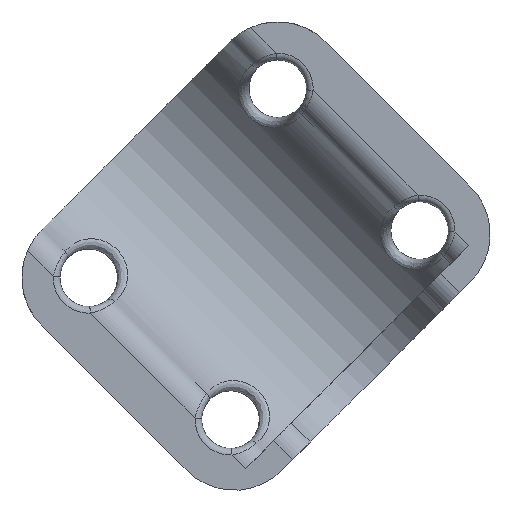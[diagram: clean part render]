
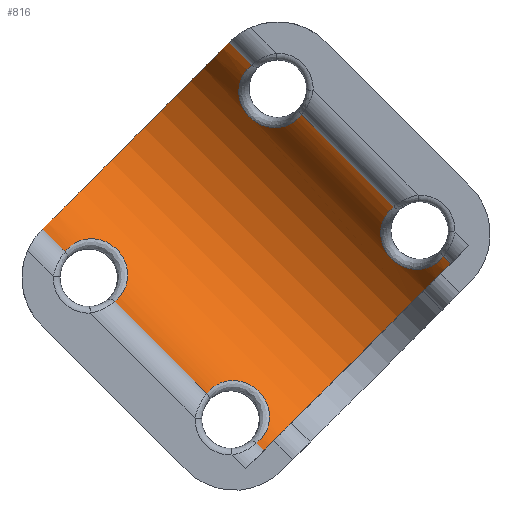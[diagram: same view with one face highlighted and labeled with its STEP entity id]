
A CAD part, front view. The second image highlights one B-rep face of the part: STEP entity #816.
In plain terms, the highlighted cylindrical face has radius 10.3 mm (diameter 20.6 mm), a partial arc.
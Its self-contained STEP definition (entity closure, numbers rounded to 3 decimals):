
#42=B_SPLINE_CURVE_WITH_KNOTS('',3,(#1571,#1572,#1573,#1574,#1575,#1576,
#1577,#1578,#1579,#1580,#1581,#1582),.UNSPECIFIED.,.F.,.F.,(4,1,1,1,1,1,
1,1,1,4),(-1.412,-1.21,-1.008,-0.807,
-0.706,-0.605,-0.504,-0.403,
-0.202,0.),.UNSPECIFIED.);
#46=B_SPLINE_CURVE_WITH_KNOTS('',3,(#1798,#1799,#1800,#1801,#1802,#1803,
#1804,#1805,#1806,#1807,#1808,#1809,#1810,#1811),.UNSPECIFIED.,.F.,.F.,
(4,1,1,1,1,1,1,1,1,1,1,4),(-1.412,-1.21,-1.008,
-0.908,-0.807,-0.706,-0.605,
-0.555,-0.504,-0.403,-0.202,
0.),.UNSPECIFIED.);
#47=B_SPLINE_CURVE_WITH_KNOTS('',3,(#1820,#1821,#1822,#1823,#1824,#1825,
#1826,#1827,#1828,#1829,#1830,#1831,#1832,#1833,#1834),.UNSPECIFIED.,.F.,
 .F.,(4,1,1,1,1,1,1,1,1,1,1,1,4),(-1.412,-1.21,-1.008,
-0.908,-0.857,-0.832,-0.807,
-0.706,-0.605,-0.504,-0.403,
-0.202,0.),.UNSPECIFIED.);
#48=B_SPLINE_CURVE_WITH_KNOTS('',3,(#1838,#1839,#1840,#1841,#1842,#1843,
#1844,#1845,#1846,#1847,#1848,#1849,#1850,#1851),.UNSPECIFIED.,.F.,.F.,
(4,1,1,1,1,1,1,1,1,1,1,4),(-1.412,-1.21,-1.008,
-0.908,-0.807,-0.706,-0.605,
-0.555,-0.504,-0.403,-0.202,
0.),.UNSPECIFIED.);
#100=FACE_OUTER_BOUND('',#150,.T.);
#150=EDGE_LOOP('',(#673,#674,#675,#676,#677,#678,#679,#680,#681,#682,#683,
#684));
#197=LINE('',#1627,#235);
#198=LINE('',#1814,#236);
#199=LINE('',#1818,#237);
#200=LINE('',#1836,#238);
#201=LINE('',#1852,#239);
#202=LINE('',#1853,#240);
#235=VECTOR('',#1105,10.);
#236=VECTOR('',#1118,10.);
#237=VECTOR('',#1121,10.);
#238=VECTOR('',#1122,10.);
#239=VECTOR('',#1123,10.);
#240=VECTOR('',#1124,10.);
#252=CIRCLE('',#859,10.3);
#298=CIRCLE('',#922,10.3);
#316=VERTEX_POINT('',#1198);
#317=VERTEX_POINT('',#1200);
#377=VERTEX_POINT('',#1477);
#378=VERTEX_POINT('',#1569);
#379=VERTEX_POINT('',#1620);
#380=VERTEX_POINT('',#1659);
#381=VERTEX_POINT('',#1813);
#382=VERTEX_POINT('',#1815);
#383=VERTEX_POINT('',#1817);
#384=VERTEX_POINT('',#1819);
#385=VERTEX_POINT('',#1835);
#386=VERTEX_POINT('',#1837);
#398=EDGE_CURVE('',#316,#317,#252,.T.);
#477=EDGE_CURVE('',#378,#377,#42,.T.);
#480=EDGE_CURVE('',#379,#378,#197,.T.);
#486=EDGE_CURVE('',#380,#379,#46,.T.);
#487=EDGE_CURVE('',#381,#380,#198,.T.);
#488=EDGE_CURVE('',#382,#381,#298,.T.);
#489=EDGE_CURVE('',#383,#382,#199,.T.);
#490=EDGE_CURVE('',#384,#383,#47,.T.);
#491=EDGE_CURVE('',#385,#384,#200,.T.);
#492=EDGE_CURVE('',#386,#385,#48,.T.);
#493=EDGE_CURVE('',#317,#386,#201,.T.);
#494=EDGE_CURVE('',#377,#316,#202,.T.);
#673=ORIENTED_EDGE('',*,*,#477,.F.);
#674=ORIENTED_EDGE('',*,*,#480,.F.);
#675=ORIENTED_EDGE('',*,*,#486,.F.);
#676=ORIENTED_EDGE('',*,*,#487,.F.);
#677=ORIENTED_EDGE('',*,*,#488,.F.);
#678=ORIENTED_EDGE('',*,*,#489,.F.);
#679=ORIENTED_EDGE('',*,*,#490,.F.);
#680=ORIENTED_EDGE('',*,*,#491,.F.);
#681=ORIENTED_EDGE('',*,*,#492,.F.);
#682=ORIENTED_EDGE('',*,*,#493,.F.);
#683=ORIENTED_EDGE('',*,*,#398,.F.);
#684=ORIENTED_EDGE('',*,*,#494,.F.);
#781=CYLINDRICAL_SURFACE('',#921,10.3);
#816=ADVANCED_FACE('',(#100),#781,.F.);
#859=AXIS2_PLACEMENT_3D('',#1201,#969,#970);
#921=AXIS2_PLACEMENT_3D('',#1812,#1116,#1117);
#922=AXIS2_PLACEMENT_3D('',#1816,#1119,#1120);
#969=DIRECTION('center_axis',(-0.707,0.,
0.707));
#970=DIRECTION('ref_axis',(-0.707,0.,-0.707));
#1105=DIRECTION('',(0.707,0.,-0.707));
#1116=DIRECTION('center_axis',(-0.707,0.,
0.707));
#1117=DIRECTION('ref_axis',(-0.707,0.,-0.707));
#1118=DIRECTION('',(0.707,0.,-0.707));
#1119=DIRECTION('center_axis',(0.707,0.,-0.707));
#1120=DIRECTION('ref_axis',(-0.707,0.,-0.707));
#1121=DIRECTION('',(-0.707,0.,0.707));
#1122=DIRECTION('',(-0.707,0.,0.707));
#1123=DIRECTION('',(-0.707,0.,0.707));
#1124=DIRECTION('',(0.707,0.,-0.707));
#1198=CARTESIAN_POINT('',(-64.063,149.931,54.271));
#1200=CARTESIAN_POINT('',(-78.027,149.931,40.307));
#1201=CARTESIAN_POINT('Origin',(-71.045,147.,47.289));
#1477=CARTESIAN_POINT('',(-64.61,149.931,54.819));
#1569=CARTESIAN_POINT('',(-68.324,149.931,58.533));
#1571=CARTESIAN_POINT('Ctrl Pts',(-68.324,149.931,58.533));
#1572=CARTESIAN_POINT('Ctrl Pts',(-68.471,150.545,58.422));
#1573=CARTESIAN_POINT('Ctrl Pts',(-68.827,151.742,58.097));
#1574=CARTESIAN_POINT('Ctrl Pts',(-69.341,153.362,57.146));
#1575=CARTESIAN_POINT('Ctrl Pts',(-69.306,154.368,55.752));
#1576=CARTESIAN_POINT('Ctrl Pts',(-68.536,154.605,54.604));
#1577=CARTESIAN_POINT('Ctrl Pts',(-67.689,154.429,54.033));
#1578=CARTESIAN_POINT('Ctrl Pts',(-66.821,153.963,53.819));
#1579=CARTESIAN_POINT('Ctrl Pts',(-65.842,153.092,53.889));
#1580=CARTESIAN_POINT('Ctrl Pts',(-65.038,151.739,54.314));
#1581=CARTESIAN_POINT('Ctrl Pts',(-64.72,150.545,54.671));
#1582=CARTESIAN_POINT('Ctrl Pts',(-64.61,149.931,54.819));
#1620=CARTESIAN_POINT('',(-75.216,149.931,65.425));
#1627=CARTESIAN_POINT('',(-64.063,149.931,54.271));
#1659=CARTESIAN_POINT('',(-78.93,149.931,69.139));
#1798=CARTESIAN_POINT('Ctrl Pts',(-78.93,149.931,69.139));
#1799=CARTESIAN_POINT('Ctrl Pts',(-79.078,150.545,69.029));
#1800=CARTESIAN_POINT('Ctrl Pts',(-79.436,151.741,68.711));
#1801=CARTESIAN_POINT('Ctrl Pts',(-79.863,153.093,67.907));
#1802=CARTESIAN_POINT('Ctrl Pts',(-79.931,153.964,66.929));
#1803=CARTESIAN_POINT('Ctrl Pts',(-79.719,154.43,66.061));
#1804=CARTESIAN_POINT('Ctrl Pts',(-79.143,154.604,65.212));
#1805=CARTESIAN_POINT('Ctrl Pts',(-78.436,154.459,64.732));
#1806=CARTESIAN_POINT('Ctrl Pts',(-77.859,154.196,64.531));
#1807=CARTESIAN_POINT('Ctrl Pts',(-77.304,153.855,64.433));
#1808=CARTESIAN_POINT('Ctrl Pts',(-76.447,153.092,64.494));
#1809=CARTESIAN_POINT('Ctrl Pts',(-75.644,151.739,64.92));
#1810=CARTESIAN_POINT('Ctrl Pts',(-75.327,150.545,65.278));
#1811=CARTESIAN_POINT('Ctrl Pts',(-75.216,149.931,65.425));
#1812=CARTESIAN_POINT('Origin',(-71.045,147.,47.289));
#1813=CARTESIAN_POINT('',(-80.609,149.931,70.818));
#1814=CARTESIAN_POINT('',(-64.063,149.931,54.271));
#1815=CARTESIAN_POINT('',(-94.573,149.931,56.853));
#1816=CARTESIAN_POINT('Origin',(-87.591,147.,63.836));
#1817=CARTESIAN_POINT('',(-92.895,149.931,55.175));
#1818=CARTESIAN_POINT('',(-78.027,149.931,40.307));
#1819=CARTESIAN_POINT('',(-89.181,149.931,51.461));
#1820=CARTESIAN_POINT('Ctrl Pts',(-89.181,149.931,51.461));
#1821=CARTESIAN_POINT('Ctrl Pts',(-89.033,150.545,51.572));
#1822=CARTESIAN_POINT('Ctrl Pts',(-88.678,151.739,51.888));
#1823=CARTESIAN_POINT('Ctrl Pts',(-88.247,153.093,52.692));
#1824=CARTESIAN_POINT('Ctrl Pts',(-88.187,153.856,53.55));
#1825=CARTESIAN_POINT('Ctrl Pts',(-88.273,154.154,54.035));
#1826=CARTESIAN_POINT('Ctrl Pts',(-88.361,154.295,54.321));
#1827=CARTESIAN_POINT('Ctrl Pts',(-88.535,154.474,54.752));
#1828=CARTESIAN_POINT('Ctrl Pts',(-88.968,154.605,55.388));
#1829=CARTESIAN_POINT('Ctrl Pts',(-89.815,154.43,55.964));
#1830=CARTESIAN_POINT('Ctrl Pts',(-90.684,153.964,56.176));
#1831=CARTESIAN_POINT('Ctrl Pts',(-91.662,153.093,56.108));
#1832=CARTESIAN_POINT('Ctrl Pts',(-92.466,151.74,55.681));
#1833=CARTESIAN_POINT('Ctrl Pts',(-92.784,150.545,55.322));
#1834=CARTESIAN_POINT('Ctrl Pts',(-92.895,149.931,55.175));
#1835=CARTESIAN_POINT('',(-82.288,149.931,44.568));
#1836=CARTESIAN_POINT('',(-78.027,149.931,40.307));
#1837=CARTESIAN_POINT('',(-78.574,149.931,40.854));
#1838=CARTESIAN_POINT('Ctrl Pts',(-78.574,149.931,40.854));
#1839=CARTESIAN_POINT('Ctrl Pts',(-78.427,150.545,40.965));
#1840=CARTESIAN_POINT('Ctrl Pts',(-78.068,151.741,41.283));
#1841=CARTESIAN_POINT('Ctrl Pts',(-77.642,153.093,42.086));
#1842=CARTESIAN_POINT('Ctrl Pts',(-77.573,153.964,43.065));
#1843=CARTESIAN_POINT('Ctrl Pts',(-77.785,154.43,43.933));
#1844=CARTESIAN_POINT('Ctrl Pts',(-78.362,154.604,44.781));
#1845=CARTESIAN_POINT('Ctrl Pts',(-79.068,154.459,45.261));
#1846=CARTESIAN_POINT('Ctrl Pts',(-79.645,154.196,45.463));
#1847=CARTESIAN_POINT('Ctrl Pts',(-80.2,153.855,45.561));
#1848=CARTESIAN_POINT('Ctrl Pts',(-81.057,153.092,45.5));
#1849=CARTESIAN_POINT('Ctrl Pts',(-81.86,151.739,45.074));
#1850=CARTESIAN_POINT('Ctrl Pts',(-82.177,150.545,44.716));
#1851=CARTESIAN_POINT('Ctrl Pts',(-82.288,149.931,44.568));
#1852=CARTESIAN_POINT('',(-78.027,149.931,40.307));
#1853=CARTESIAN_POINT('',(-64.063,149.931,54.271));
